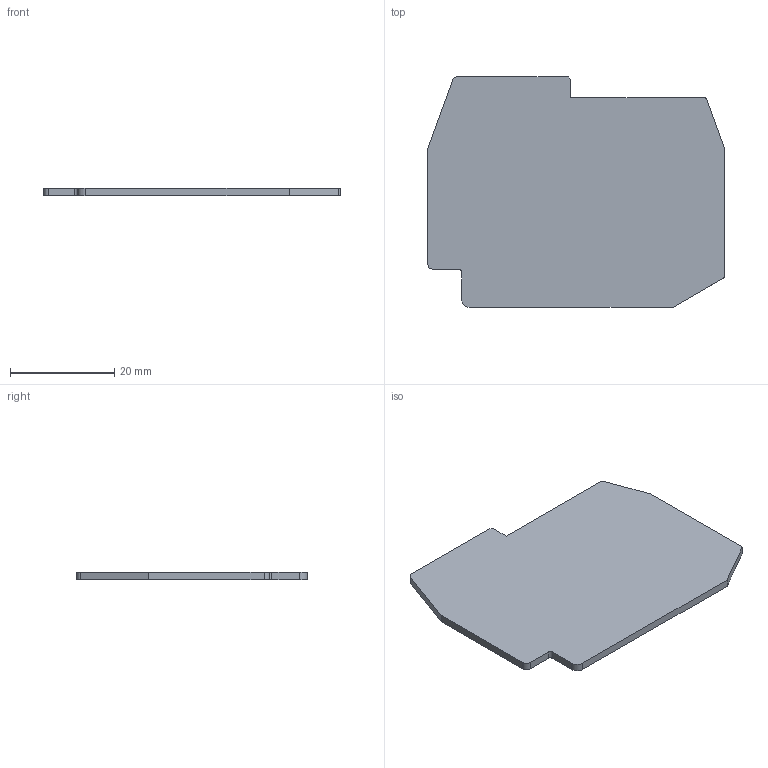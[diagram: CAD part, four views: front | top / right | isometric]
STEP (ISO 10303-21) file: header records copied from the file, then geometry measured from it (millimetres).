
FILE_DESCRIPTION((''),'2;1');
FILE_NAME('ASM0001_ASM','2022-09-22T10:25:45',('klemen.sitar'),('Audax d.o.o.'),'CREO PARAMETRIC BY PTC INC, 2021304','CREO PARAMETRIC BY PTC INC, 2021304','');
FILE_SCHEMA(('AP242_MANAGED_MODEL_BASED_3D_ENGINEERING_MIM_LF { 1 0 10303 442 1 1 4 }'));
Length unit declared in the file: millimetre
Products named in the file (2): CBSF_2-4-PT; ASM0001_ASM
Assembly tree (1 placements, depth 2):
  ASM0001_ASM
    CBSF_2-4-PT
Bounding box: 57 x 44.3 x 1.5 mm (x, y, z)
Volume: 3419.4 mm3; surface area: 4843.5 mm2
Topology: 1 solids, 1 shells, 20 faces, 54 edges, 36 vertices
Faces by surface type: plane 14, cylinder 6
Entity records: 1236 total; most frequent: COLOUR_RGB 137, CARTESIAN_POINT 118, DIRECTION 114, ORIENTED_EDGE 108, PRESENTATION_STYLE_ASSIGNMENT 76, STYLED_ITEM 76, CURVE_STYLE 55, EDGE_CURVE 54
